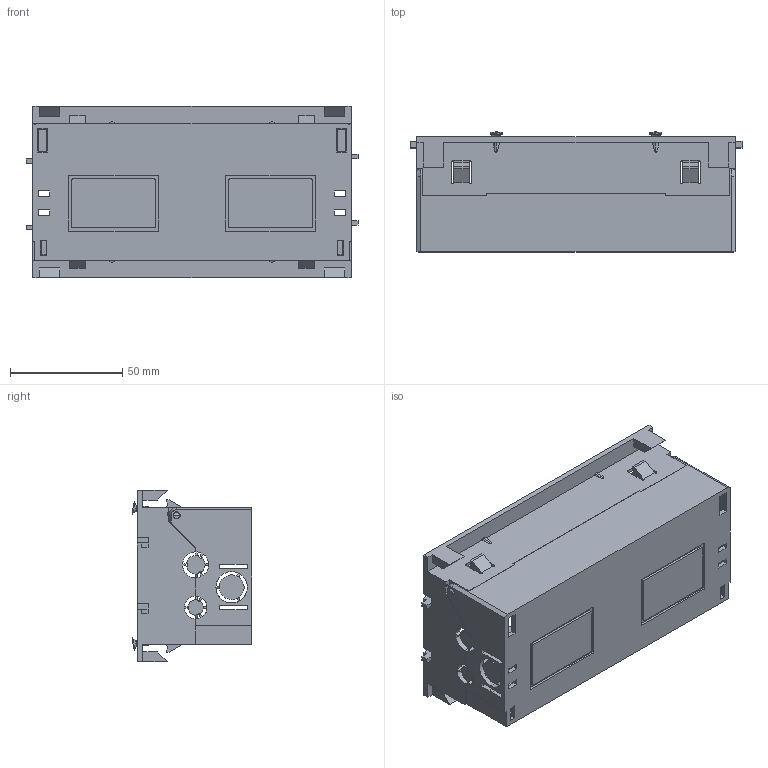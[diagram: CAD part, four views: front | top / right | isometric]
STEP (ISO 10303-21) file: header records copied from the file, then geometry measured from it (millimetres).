
FILE_DESCRIPTION (( 'STEP AP214' ), '1' );
FILE_NAME ('6288608.STEP', '2020-03-12T13:28:50', ( '' ), ( '' ), 'SwSTEP 2.0', 'SolidWorks 2018', '' );
FILE_SCHEMA (( 'AUTOMOTIVE_DESIGN' ));
Length unit declared in the file: millimetre
Products named in the file (5): 35050381_Standard; 143573; 6288608; 152575; 143572
Assembly tree (7 placements, depth 3):
  6288608
    152575
      143572
      35050381_Standard  x4
    143573
Bounding box: 147.8 x 53.34 x 76.3 mm (x, y, z)
Volume: 73472.2 mm3; surface area: 68540.8 mm2
Topology: 6 solids, 6 shells, 662 faces, 1896 edges, 1228 vertices
Faces by surface type: plane 437, cylinder 185, cone 40
Entity records: 24158 total; most frequent: CARTESIAN_POINT 3644, ORIENTED_EDGE 3444, DIRECTION 3204, EDGE_CURVE 1722, LINE 1288, VECTOR 1288, VERTEX_POINT 1126, AXIS2_PLACEMENT_3D 958
